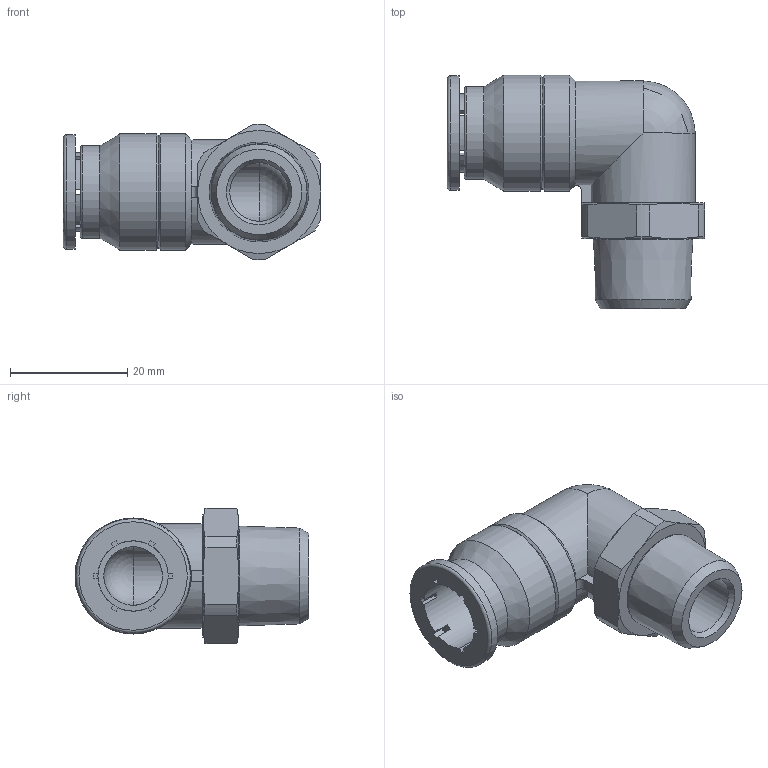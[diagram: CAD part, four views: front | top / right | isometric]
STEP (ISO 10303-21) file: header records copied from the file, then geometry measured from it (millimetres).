
FILE_DESCRIPTION(/* description */ ('STEP AP214'),/* implementation_level */ '2;1');
FILE_NAME(/* name */ '162877_CRQSL-3_8-12',/* time_stamp */ '2024-08-08T21:39:18+02:00',/* author */ ('License CC BY-ND 4.0'),/* organization */ ('CADENAS'),/* preprocessor_version */ 'ST-DEVELOPER v19.3',/* originating_system */ 'PARTsolutions',/* authorisation */ ' ');
FILE_SCHEMA (('AUTOMOTIVE_DESIGN {1 0 10303 214 3 1 1}'));
Length unit declared in the file: millimetre
Products named in the file (1): 162877 CRQSL-3/8-12
Bounding box: 43.9 x 39.9 x 23.09 mm (x, y, z)
Volume: 10560.6 mm3; surface area: 6570.8 mm2
Topology: 1 solids, 1 shells, 84 faces, 232 edges, 139 vertices
Faces by surface type: plane 31, cylinder 29, cone 20, torus 2, sphere 2
Full cylindrical faces by diameter (mm): 10 x2, 12 x1, 15.84 x1, 19.5 x1, 19.8 x2, 21 x1
Entity records: 2606 total; most frequent: CARTESIAN_POINT 510, DIRECTION 444, ORIENTED_EDGE 416, EDGE_CURVE 208, AXIS2_PLACEMENT_3D 178, VERTEX_POINT 136, EDGE_LOOP 108, FACE_BOUND 108
